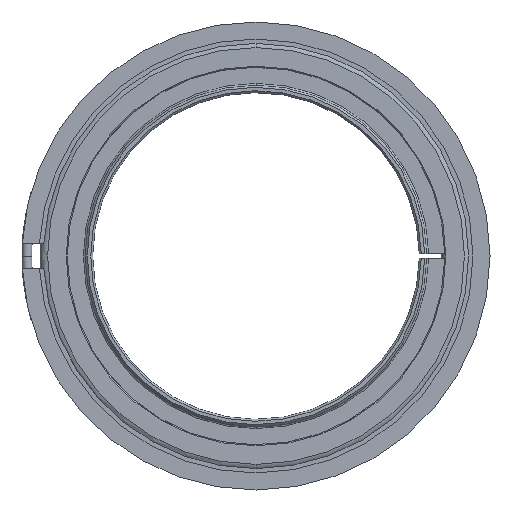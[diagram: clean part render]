
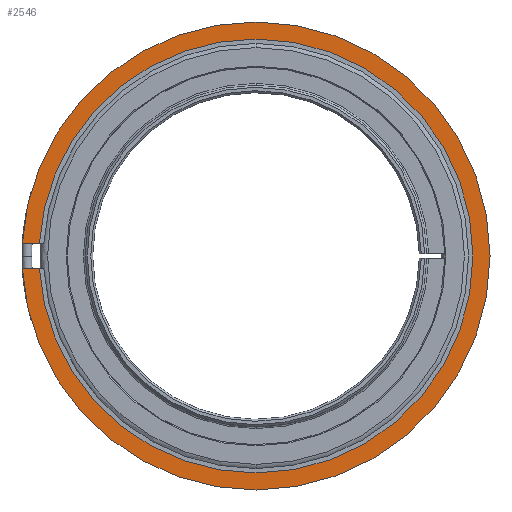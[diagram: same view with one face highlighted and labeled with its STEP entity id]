
A CAD part, left-side view. The second image highlights one B-rep face of the part: STEP entity #2546.
In plain terms, the highlighted planar face has unit normal (-1, 0, 0).
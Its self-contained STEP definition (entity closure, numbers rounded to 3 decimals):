
#1506=CARTESIAN_POINT('',(-1.973,0.,-44.5));
#1507=VERTEX_POINT('',#1506);
#1523=CARTESIAN_POINT('',(-1.973,44.43,-2.5));
#1524=VERTEX_POINT('',#1523);
#1531=CARTESIAN_POINT('',(-1.973,0.,0.));
#1532=DIRECTION('',(1.0,0.0,0.0));
#1533=DIRECTION('',(0.0,0.0,1.0));
#1534=AXIS2_PLACEMENT_3D('',#1531,#1532,#1533);
#1535=CIRCLE('',#1534,44.5);
#1536=EDGE_CURVE('',#1507,#1524,#1535,.T.);
#1546=CARTESIAN_POINT('',(-1.973,0.,44.5));
#1547=VERTEX_POINT('',#1546);
#1556=CARTESIAN_POINT('',(-1.973,44.43,2.5));
#1557=VERTEX_POINT('',#1556);
#1558=CARTESIAN_POINT('',(-1.973,0.,0.));
#1559=DIRECTION('',(1.0,0.0,0.0));
#1560=DIRECTION('',(0.0,0.0,1.0));
#1561=AXIS2_PLACEMENT_3D('',#1558,#1559,#1560);
#1562=CIRCLE('',#1561,44.5);
#1563=EDGE_CURVE('',#1557,#1547,#1562,.T.);
#1590=CARTESIAN_POINT('',(-1.973,0.,-48.));
#1591=VERTEX_POINT('',#1590);
#1598=CARTESIAN_POINT('',(-1.973,47.935,-2.5));
#1599=VERTEX_POINT('',#1598);
#1600=CARTESIAN_POINT('',(-1.973,0.,0.));
#1601=DIRECTION('',(1.0,0.0,0.0));
#1602=DIRECTION('',(0.0,0.0,1.0));
#1603=AXIS2_PLACEMENT_3D('',#1600,#1601,#1602);
#1604=CIRCLE('',#1603,48.);
#1605=EDGE_CURVE('',#1591,#1599,#1604,.T.);
#1630=CARTESIAN_POINT('',(-1.973,0.,48.));
#1631=VERTEX_POINT('',#1630);
#1640=CARTESIAN_POINT('',(-1.973,0.,0.));
#1641=DIRECTION('',(1.0,0.0,0.0));
#1642=DIRECTION('',(0.0,0.0,1.0));
#1643=AXIS2_PLACEMENT_3D('',#1640,#1641,#1642);
#1644=CIRCLE('',#1643,48.);
#1645=EDGE_CURVE('',#1631,#1591,#1644,.T.);
#2230=CARTESIAN_POINT('',(-1.973,44.43,-2.5));
#2231=DIRECTION('',(0.0,1.0,0.0));
#2232=VECTOR('',#2231,3.505);
#2233=LINE('',#2230,#2232);
#2234=EDGE_CURVE('',#1524,#1599,#2233,.T.);
#2319=CARTESIAN_POINT('',(-1.973,47.935,2.5));
#2320=VERTEX_POINT('',#2319);
#2321=CARTESIAN_POINT('',(-1.973,47.935,2.5));
#2322=DIRECTION('',(0.0,-1.0,0.0));
#2323=VECTOR('',#2322,3.505);
#2324=LINE('',#2321,#2323);
#2325=EDGE_CURVE('',#2320,#1557,#2324,.T.);
#2481=CARTESIAN_POINT('',(-1.973,0.,0.));
#2482=DIRECTION('',(1.0,0.0,0.0));
#2483=DIRECTION('',(0.0,0.0,1.0));
#2484=AXIS2_PLACEMENT_3D('',#2481,#2482,#2483);
#2485=CIRCLE('',#2484,48.);
#2486=EDGE_CURVE('',#2320,#1631,#2485,.T.);
#2521=CARTESIAN_POINT('',(-1.973,0.,0.));
#2522=DIRECTION('',(1.0,0.0,0.0));
#2523=DIRECTION('',(0.0,0.0,1.0));
#2524=AXIS2_PLACEMENT_3D('',#2521,#2522,#2523);
#2525=CIRCLE('',#2524,44.5);
#2526=EDGE_CURVE('',#1547,#1507,#2525,.T.);
#2531=CARTESIAN_POINT('',(-1.973,0.,46.25));
#2532=DIRECTION('',(-1.0,0.0,0.0));
#2533=DIRECTION('',(0.0,-1.0,0.0));
#2534=AXIS2_PLACEMENT_3D('',#2531,#2532,#2533);
#2535=PLANE('',#2534);
#2536=ORIENTED_EDGE('',*,*,#2234,.T.);
#2537=ORIENTED_EDGE('',*,*,#1605,.F.);
#2538=ORIENTED_EDGE('',*,*,#1645,.F.);
#2539=ORIENTED_EDGE('',*,*,#2486,.F.);
#2540=ORIENTED_EDGE('',*,*,#2325,.T.);
#2541=ORIENTED_EDGE('',*,*,#1563,.T.);
#2542=ORIENTED_EDGE('',*,*,#2526,.T.);
#2543=ORIENTED_EDGE('',*,*,#1536,.T.);
#2544=EDGE_LOOP('',(#2536,#2537,#2538,#2539,#2540,#2541,#2542,#2543));
#2545=FACE_OUTER_BOUND('',#2544,.T.);
#2546=ADVANCED_FACE('',(#2545),#2535,.T.);
